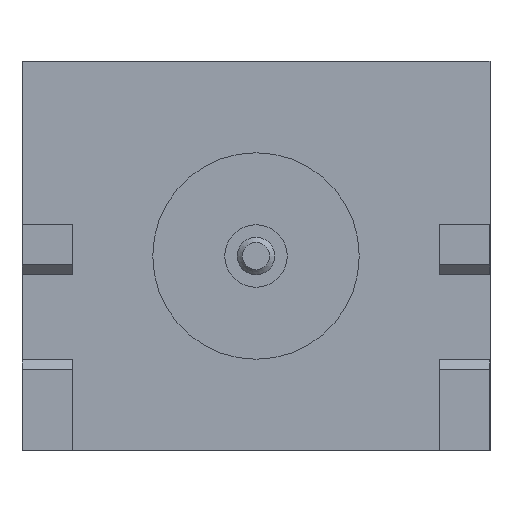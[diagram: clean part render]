
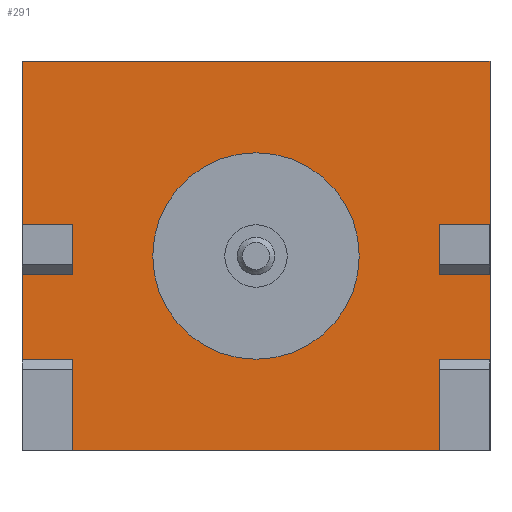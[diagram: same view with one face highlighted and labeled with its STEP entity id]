
A CAD part, left-side view. The second image highlights one B-rep face of the part: STEP entity #291.
In plain terms, the highlighted planar face has unit normal (-1, 0, 0).
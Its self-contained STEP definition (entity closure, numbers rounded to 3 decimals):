
#48 = VERTEX_POINT('',#49);
#49 = CARTESIAN_POINT('',(2.54,-4.76,4.34));
#55 = EDGE_CURVE('',#56,#48,#58,.T.);
#56 = VERTEX_POINT('',#57);
#57 = CARTESIAN_POINT('',(2.54,-4.76,1.02));
#58 = LINE('',#59,#60);
#59 = CARTESIAN_POINT('',(2.54,-4.76,1.02));
#60 = VECTOR('',#61,1.);
#61 = DIRECTION('',(0.,0.,1.));
#88 = VERTEX_POINT('',#89);
#89 = CARTESIAN_POINT('',(2.54,-4.76,0.));
#95 = EDGE_CURVE('',#96,#88,#98,.T.);
#96 = VERTEX_POINT('',#97);
#97 = CARTESIAN_POINT('',(2.54,-4.76,-1.73));
#98 = LINE('',#99,#100);
#99 = CARTESIAN_POINT('',(2.54,-4.76,-1.73));
#100 = VECTOR('',#101,1.);
#101 = DIRECTION('',(0.,0.,1.));
#191 = VERTEX_POINT('',#192);
#192 = CARTESIAN_POINT('',(2.54,-3.74,-3.58));
#198 = EDGE_CURVE('',#191,#199,#201,.T.);
#199 = VERTEX_POINT('',#200);
#200 = CARTESIAN_POINT('',(2.54,3.74,-3.58));
#201 = LINE('',#202,#203);
#202 = CARTESIAN_POINT('',(2.54,-3.74,-3.58));
#203 = VECTOR('',#204,1.);
#204 = DIRECTION('',(0.,1.,0.));
#237 = EDGE_CURVE('',#238,#96,#240,.T.);
#238 = VERTEX_POINT('',#239);
#239 = CARTESIAN_POINT('',(2.54,-3.74,-1.73));
#240 = LINE('',#241,#242);
#241 = CARTESIAN_POINT('',(2.54,-3.74,-1.73));
#242 = VECTOR('',#243,1.);
#243 = DIRECTION('',(0.,-1.,0.));
#291 = ADVANCED_FACE('',(#292,#388),#399,.F.);
#292 = FACE_BOUND('',#293,.F.);
#293 = EDGE_LOOP('',(#294,#304,#310,#311,#319,#327,#333,#334,#335,#341,
    #342,#350,#358,#366,#374,#382));
#294 = ORIENTED_EDGE('',*,*,#295,.F.);
#295 = EDGE_CURVE('',#296,#298,#300,.T.);
#296 = VERTEX_POINT('',#297);
#297 = CARTESIAN_POINT('',(2.54,4.76,4.34));
#298 = VERTEX_POINT('',#299);
#299 = CARTESIAN_POINT('',(2.54,4.76,1.02));
#300 = LINE('',#301,#302);
#301 = CARTESIAN_POINT('',(2.54,4.76,4.34));
#302 = VECTOR('',#303,1.);
#303 = DIRECTION('',(0.,0.,-1.));
#304 = ORIENTED_EDGE('',*,*,#305,.T.);
#305 = EDGE_CURVE('',#296,#48,#306,.T.);
#306 = LINE('',#307,#308);
#307 = CARTESIAN_POINT('',(2.54,4.76,4.34));
#308 = VECTOR('',#309,1.);
#309 = DIRECTION('',(0.,-1.,0.));
#310 = ORIENTED_EDGE('',*,*,#55,.F.);
#311 = ORIENTED_EDGE('',*,*,#312,.F.);
#312 = EDGE_CURVE('',#313,#56,#315,.T.);
#313 = VERTEX_POINT('',#314);
#314 = CARTESIAN_POINT('',(2.54,-3.74,1.02));
#315 = LINE('',#316,#317);
#316 = CARTESIAN_POINT('',(2.54,-3.74,1.02));
#317 = VECTOR('',#318,1.);
#318 = DIRECTION('',(0.,-1.,0.));
#319 = ORIENTED_EDGE('',*,*,#320,.F.);
#320 = EDGE_CURVE('',#321,#313,#323,.T.);
#321 = VERTEX_POINT('',#322);
#322 = CARTESIAN_POINT('',(2.54,-3.74,0.));
#323 = LINE('',#324,#325);
#324 = CARTESIAN_POINT('',(2.54,-3.74,0.));
#325 = VECTOR('',#326,1.);
#326 = DIRECTION('',(0.,0.,1.));
#327 = ORIENTED_EDGE('',*,*,#328,.F.);
#328 = EDGE_CURVE('',#88,#321,#329,.T.);
#329 = LINE('',#330,#331);
#330 = CARTESIAN_POINT('',(2.54,-4.76,0.));
#331 = VECTOR('',#332,1.);
#332 = DIRECTION('',(0.,1.,0.));
#333 = ORIENTED_EDGE('',*,*,#95,.F.);
#334 = ORIENTED_EDGE('',*,*,#237,.F.);
#335 = ORIENTED_EDGE('',*,*,#336,.F.);
#336 = EDGE_CURVE('',#191,#238,#337,.T.);
#337 = LINE('',#338,#339);
#338 = CARTESIAN_POINT('',(2.54,-3.74,-3.58));
#339 = VECTOR('',#340,1.);
#340 = DIRECTION('',(0.,0.,1.));
#341 = ORIENTED_EDGE('',*,*,#198,.T.);
#342 = ORIENTED_EDGE('',*,*,#343,.F.);
#343 = EDGE_CURVE('',#344,#199,#346,.T.);
#344 = VERTEX_POINT('',#345);
#345 = CARTESIAN_POINT('',(2.54,3.74,-1.73));
#346 = LINE('',#347,#348);
#347 = CARTESIAN_POINT('',(2.54,3.74,-1.73));
#348 = VECTOR('',#349,1.);
#349 = DIRECTION('',(0.,0.,-1.));
#350 = ORIENTED_EDGE('',*,*,#351,.F.);
#351 = EDGE_CURVE('',#352,#344,#354,.T.);
#352 = VERTEX_POINT('',#353);
#353 = CARTESIAN_POINT('',(2.54,4.76,-1.73));
#354 = LINE('',#355,#356);
#355 = CARTESIAN_POINT('',(2.54,4.76,-1.73));
#356 = VECTOR('',#357,1.);
#357 = DIRECTION('',(0.,-1.,0.));
#358 = ORIENTED_EDGE('',*,*,#359,.T.);
#359 = EDGE_CURVE('',#352,#360,#362,.T.);
#360 = VERTEX_POINT('',#361);
#361 = CARTESIAN_POINT('',(2.54,4.76,0.));
#362 = LINE('',#363,#364);
#363 = CARTESIAN_POINT('',(2.54,4.76,-1.73));
#364 = VECTOR('',#365,1.);
#365 = DIRECTION('',(0.,0.,1.));
#366 = ORIENTED_EDGE('',*,*,#367,.F.);
#367 = EDGE_CURVE('',#368,#360,#370,.T.);
#368 = VERTEX_POINT('',#369);
#369 = CARTESIAN_POINT('',(2.54,3.74,0.));
#370 = LINE('',#371,#372);
#371 = CARTESIAN_POINT('',(2.54,3.74,0.));
#372 = VECTOR('',#373,1.);
#373 = DIRECTION('',(0.,1.,0.));
#374 = ORIENTED_EDGE('',*,*,#375,.F.);
#375 = EDGE_CURVE('',#376,#368,#378,.T.);
#376 = VERTEX_POINT('',#377);
#377 = CARTESIAN_POINT('',(2.54,3.74,1.02));
#378 = LINE('',#379,#380);
#379 = CARTESIAN_POINT('',(2.54,3.74,1.02));
#380 = VECTOR('',#381,1.);
#381 = DIRECTION('',(0.,0.,-1.));
#382 = ORIENTED_EDGE('',*,*,#383,.F.);
#383 = EDGE_CURVE('',#298,#376,#384,.T.);
#384 = LINE('',#385,#386);
#385 = CARTESIAN_POINT('',(2.54,4.76,1.02));
#386 = VECTOR('',#387,1.);
#387 = DIRECTION('',(0.,-1.,0.));
#388 = FACE_BOUND('',#389,.F.);
#389 = EDGE_LOOP('',(#390));
#390 = ORIENTED_EDGE('',*,*,#391,.T.);
#391 = EDGE_CURVE('',#392,#392,#394,.T.);
#392 = VERTEX_POINT('',#393);
#393 = CARTESIAN_POINT('',(2.54,-2.1,0.38));
#394 = CIRCLE('',#395,2.1);
#395 = AXIS2_PLACEMENT_3D('',#396,#397,#398);
#396 = CARTESIAN_POINT('',(2.54,0.,0.38));
#397 = DIRECTION('',(-1.,0.,0.));
#398 = DIRECTION('',(0.,-1.,0.));
#399 = PLANE('',#400);
#400 = AXIS2_PLACEMENT_3D('',#401,#402,#403);
#401 = CARTESIAN_POINT('',(2.54,0.,0.49));
#402 = DIRECTION('',(1.,0.,0.));
#403 = DIRECTION('',(0.,0.,1.));
